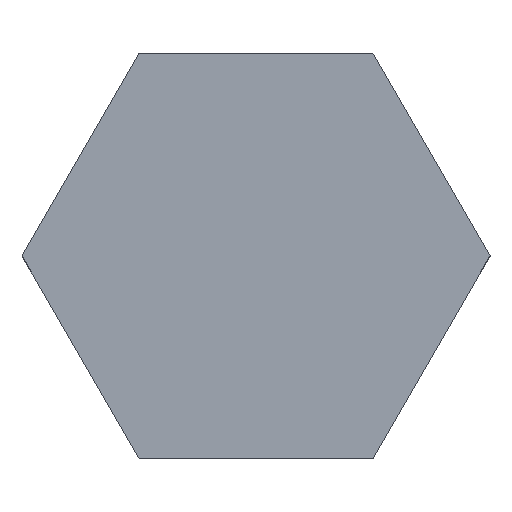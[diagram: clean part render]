
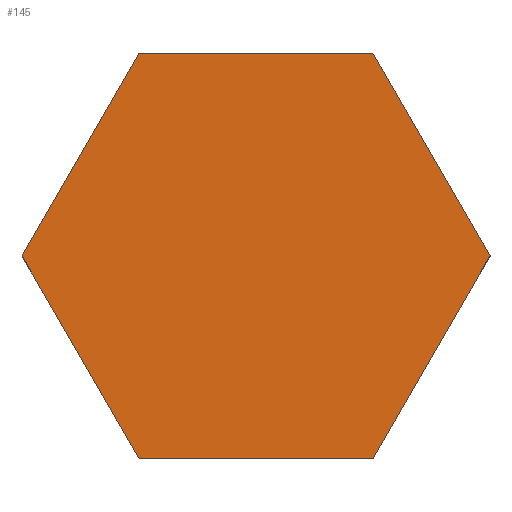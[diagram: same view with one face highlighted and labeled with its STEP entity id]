
A CAD part, top view. The second image highlights one B-rep face of the part: STEP entity #145.
In plain terms, the highlighted planar face has unit normal (0, 0, 1).
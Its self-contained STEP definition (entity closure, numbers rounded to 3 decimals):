
#2 = EDGE_CURVE ( 'NONE', #25, #27, #264, .T. ) ;
#3 = VERTEX_POINT ( 'NONE', #63 ) ;
#11 = EDGE_CURVE ( 'NONE', #50, #3, #261, .T. ) ;
#16 = DIRECTION ( 'NONE',  ( 0., 0., 1. ) ) ;
#20 = LINE ( 'NONE', #273, #249 ) ;
#24 = ORIENTED_EDGE ( 'NONE', *, *, #47, .T. ) ;
#25 = VERTEX_POINT ( 'NONE', #101 ) ;
#27 = VERTEX_POINT ( 'NONE', #56 ) ;
#30 = LINE ( 'NONE', #242, #89 ) ;
#34 = DIRECTION ( 'NONE',  ( 0.5, -0.866, 0. ) ) ;
#43 = CARTESIAN_POINT ( 'NONE',  ( 75.056, 0., 20. ) ) ;
#45 = VECTOR ( 'NONE', #34, 1000. ) ;
#47 = EDGE_CURVE ( 'NONE', #27, #50, #222, .T. ) ;
#50 = VERTEX_POINT ( 'NONE', #243 ) ;
#53 = ORIENTED_EDGE ( 'NONE', *, *, #151, .T. ) ;
#56 = CARTESIAN_POINT ( 'NONE',  ( -37.528, 65., 20. ) ) ;
#63 = CARTESIAN_POINT ( 'NONE',  ( -37.528, -65., 20. ) ) ;
#77 = DIRECTION ( 'NONE',  ( -1., 0., 0. ) ) ;
#83 = ORIENTED_EDGE ( 'NONE', *, *, #115, .T. ) ;
#86 = PLANE ( 'NONE',  #298 ) ;
#89 = VECTOR ( 'NONE', #185, 1000. ) ;
#96 = VECTOR ( 'NONE', #223, 1000. ) ;
#97 = ORIENTED_EDGE ( 'NONE', *, *, #218, .T. ) ;
#101 = CARTESIAN_POINT ( 'NONE',  ( 37.528, 65., 20. ) ) ;
#114 = VECTOR ( 'NONE', #77, 1000. ) ;
#115 = EDGE_CURVE ( 'NONE', #3, #202, #20, .T. ) ;
#116 = DIRECTION ( 'NONE',  ( 1., 0., 0. ) ) ;
#118 = EDGE_LOOP ( 'NONE', ( #97, #53, #161, #24, #160, #83 ) ) ;
#145 = ADVANCED_FACE ( 'NONE', ( #292 ), #86, .T. ) ;
#151 = EDGE_CURVE ( 'NONE', #158, #25, #244, .T. ) ;
#155 = CARTESIAN_POINT ( 'NONE',  ( -37.528, 65., 20. ) ) ;
#156 = DIRECTION ( 'NONE',  ( 1., 0., 0. ) ) ;
#158 = VERTEX_POINT ( 'NONE', #286 ) ;
#159 = VECTOR ( 'NONE', #176, 1000. ) ;
#160 = ORIENTED_EDGE ( 'NONE', *, *, #11, .T. ) ;
#161 = ORIENTED_EDGE ( 'NONE', *, *, #2, .T. ) ;
#173 = CARTESIAN_POINT ( 'NONE',  ( 0., 0., 20. ) ) ;
#176 = DIRECTION ( 'NONE',  ( -0.5, -0.866, 0. ) ) ;
#185 = DIRECTION ( 'NONE',  ( 0.5, 0.866, 0. ) ) ;
#202 = VERTEX_POINT ( 'NONE', #258 ) ;
#218 = EDGE_CURVE ( 'NONE', #202, #158, #30, .T. ) ;
#222 = LINE ( 'NONE', #155, #159 ) ;
#223 = DIRECTION ( 'NONE',  ( -0.5, 0.866, 0. ) ) ;
#242 = CARTESIAN_POINT ( 'NONE',  ( 37.528, -65., 20. ) ) ;
#243 = CARTESIAN_POINT ( 'NONE',  ( -75.056, 0., 20. ) ) ;
#244 = LINE ( 'NONE', #43, #96 ) ;
#249 = VECTOR ( 'NONE', #116, 1000. ) ;
#255 = CARTESIAN_POINT ( 'NONE',  ( -75.056, 0., 20. ) ) ;
#258 = CARTESIAN_POINT ( 'NONE',  ( 37.528, -65., 20. ) ) ;
#261 = LINE ( 'NONE', #255, #45 ) ;
#264 = LINE ( 'NONE', #285, #114 ) ;
#273 = CARTESIAN_POINT ( 'NONE',  ( -37.528, -65., 20. ) ) ;
#285 = CARTESIAN_POINT ( 'NONE',  ( 37.528, 65., 20. ) ) ;
#286 = CARTESIAN_POINT ( 'NONE',  ( 75.056, 0., 20. ) ) ;
#292 = FACE_OUTER_BOUND ( 'NONE', #118, .T. ) ;
#298 = AXIS2_PLACEMENT_3D ( 'NONE', #173, #16, #156 ) ;
